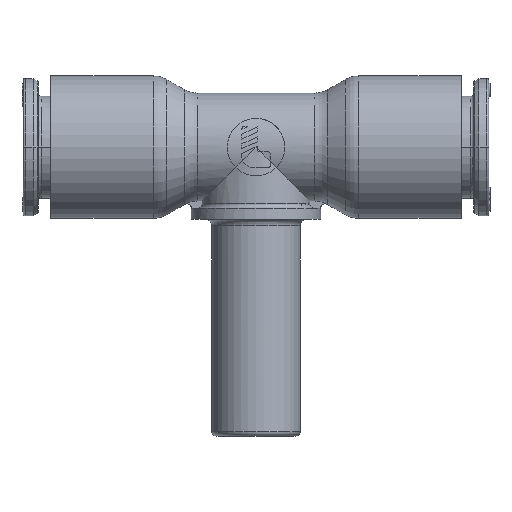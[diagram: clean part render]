
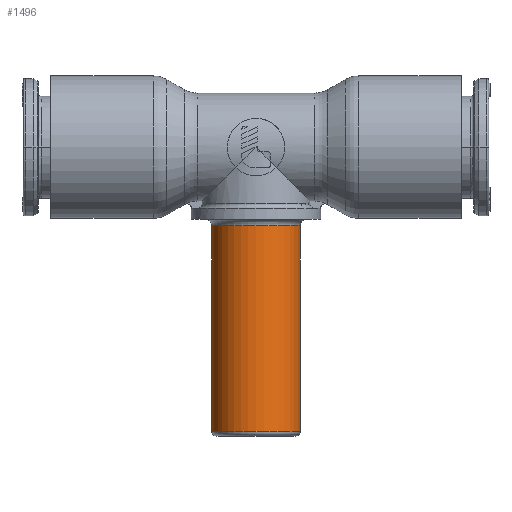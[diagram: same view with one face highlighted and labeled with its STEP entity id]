
A CAD part, top view. The second image highlights one B-rep face of the part: STEP entity #1496.
In plain terms, the highlighted cylindrical face has radius 5 mm (diameter 10 mm), a partial arc.
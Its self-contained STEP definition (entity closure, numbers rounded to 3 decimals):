
#1496=ADVANCED_FACE('',(#4157),#4158,.T.);
#4157=FACE_OUTER_BOUND('',#11701,.T.);
#4158=CYLINDRICAL_SURFACE('',#11702,5.0);
#11701=EDGE_LOOP('',(#21553,#21554,#21555,#21556));
#11702=AXIS2_PLACEMENT_3D('',#21557,#21558,#21559);
#21553=ORIENTED_EDGE('',*,*,#25370,.T.);
#21554=ORIENTED_EDGE('',*,*,#25098,.T.);
#21555=ORIENTED_EDGE('',*,*,#25369,.F.);
#21556=ORIENTED_EDGE('',*,*,#25371,.T.);
#21557=CARTESIAN_POINT('',(0.0,1.633,0.0));
#21558=DIRECTION('',(0.0,1.0,-0.0));
#21559=DIRECTION('',(-1.0,0.0,0.0));
#25098=EDGE_CURVE('',#30347,#30349,#30354,.T.);
#25369=EDGE_CURVE('',#30791,#30349,#30796,.T.);
#25370=EDGE_CURVE('',#30793,#30347,#30797,.T.);
#25371=EDGE_CURVE('',#30791,#30793,#30798,.T.);
#30347=VERTEX_POINT('',#40392);
#30349=VERTEX_POINT('',#40394);
#30354=CIRCLE('',#40399,5.0);
#30791=VERTEX_POINT('',#42002);
#30793=VERTEX_POINT('',#42004);
#30796=LINE('',#42007,#42008);
#30797=LINE('',#42009,#42010);
#30798=CIRCLE('',#42011,5.0);
#40392=CARTESIAN_POINT('',(5.,-8.9,-0.004));
#40394=CARTESIAN_POINT('',(-5.,-8.9,0.004));
#40399=AXIS2_PLACEMENT_3D('',#46272,#46273,#46274);
#42002=CARTESIAN_POINT('',(-5.,-32.15,-0.004));
#42004=CARTESIAN_POINT('',(5.,-32.15,0.004));
#42007=CARTESIAN_POINT('',(-5.0,-32.15,0.0));
#42008=VECTOR('',#46725,23.25);
#42009=CARTESIAN_POINT('',(5.0,-32.15,0.0));
#42010=VECTOR('',#46726,23.25);
#42011=AXIS2_PLACEMENT_3D('',#46727,#46728,#46729);
#46272=CARTESIAN_POINT('',(0.,-8.9,0.0));
#46273=DIRECTION('',(0.0,-1.0,0.0));
#46274=DIRECTION('',(1.0,0.0,0.0));
#46725=DIRECTION('',(0.0,1.0,0.0));
#46726=DIRECTION('',(0.0,1.0,0.0));
#46727=CARTESIAN_POINT('',(0.,-32.15,0.0));
#46728=DIRECTION('',(0.0,1.0,0.0));
#46729=DIRECTION('',(-1.0,0.0,0.0));
